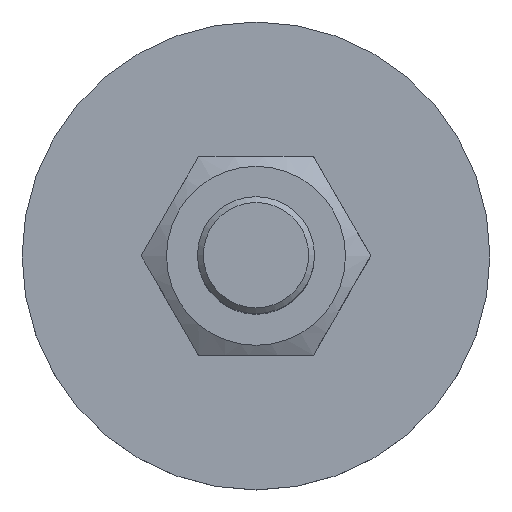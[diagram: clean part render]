
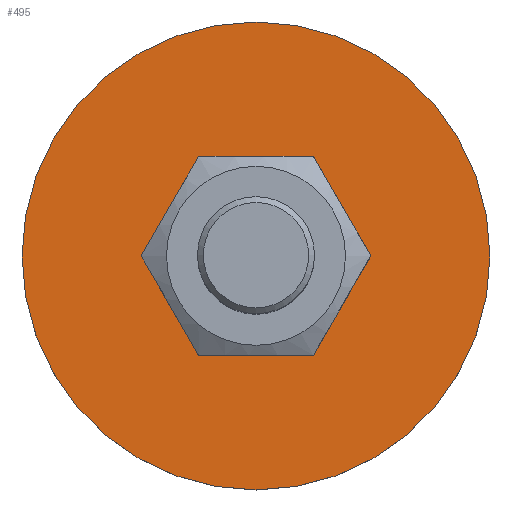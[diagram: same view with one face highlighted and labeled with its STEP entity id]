
A CAD part, top view. The second image highlights one B-rep face of the part: STEP entity #495.
In plain terms, the highlighted planar face has unit normal (0, 0, 1).
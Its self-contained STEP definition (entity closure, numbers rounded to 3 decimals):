
#322=CARTESIAN_POINT('',(3.825,6.625,10.0));
#323=VERTEX_POINT('',#322);
#324=CARTESIAN_POINT('',(0.,0.,10.0));
#325=DIRECTION('',(0.,0.,-1.0));
#326=DIRECTION('',(0.5,0.866,0.));
#327=AXIS2_PLACEMENT_3D('',#324,#325,#326);
#328=CIRCLE('',#327,7.65);
#329=EDGE_CURVE('',#323,#323,#328,.T.);
#461=CARTESIAN_POINT('',(20.0,0.,10.0));
#462=VERTEX_POINT('',#461);
#463=CARTESIAN_POINT('',(0.0,0.0,10.0));
#464=DIRECTION('',(0.0,0.0,-1.0));
#465=DIRECTION('',(-1.0,0.0,0.0));
#466=AXIS2_PLACEMENT_3D('',#463,#464,#465);
#467=CIRCLE('',#466,20.0);
#468=EDGE_CURVE('',#462,#462,#467,.T.);
#484=CARTESIAN_POINT('',(0.0,0.0,10.0));
#485=DIRECTION('',(0.0,0.0,-1.0));
#486=DIRECTION('',(-1.0,0.0,0.0));
#487=AXIS2_PLACEMENT_3D('',#484,#485,#486);
#488=PLANE('',#487);
#489=ORIENTED_EDGE('',*,*,#468,.F.);
#490=EDGE_LOOP('',(#489));
#491=FACE_OUTER_BOUND('',#490,.T.);
#492=ORIENTED_EDGE('',*,*,#329,.T.);
#493=EDGE_LOOP('',(#492));
#494=FACE_BOUND('',#493,.T.);
#495=ADVANCED_FACE('',(#491,#494),#488,.F.);
